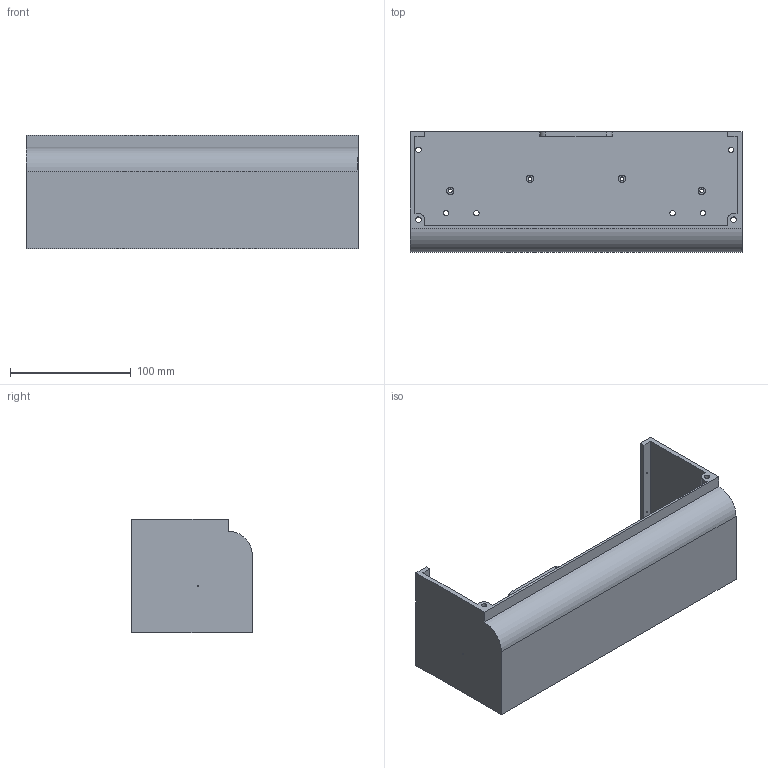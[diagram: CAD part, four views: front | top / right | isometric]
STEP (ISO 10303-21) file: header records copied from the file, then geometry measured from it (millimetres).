
FILE_DESCRIPTION(/* description */ (''),/* implementation_level */ '2;1');
FILE_NAME(/* name */ 'Compartment_Front.prt.step',/* time_stamp */ '2021-10-25T16:24:30+01:00',/* author */ (''),/* organization */ (''),/* preprocessor_version */ 'ST-DEVELOPER v15',/* originating_system */ 'SIEMENS PLM Software NX 9.0',/* authorisation */ '');
FILE_SCHEMA (('AUTOMOTIVE_DESIGN { 1 0 10303 214 3 1 1 1 }'));
Length unit declared in the file: millimetre
Products named in the file (1): Compartment_Front
Bounding box: 275 x 100 x 94 mm (x, y, z)
Volume: 654040.5 mm3; surface area: 148085.2 mm2
Topology: 2 solids, 2 shells, 59 faces, 162 edges, 111 vertices
Faces by surface type: cylinder 30, plane 29
Full cylindrical faces by diameter (mm): 1 x3, 1.2 x6, 3 x4, 4.5 x8, 6 x4
Entity records: 1815 total; most frequent: DIRECTION 308, CARTESIAN_POINT 290, ORIENTED_EDGE 256, EDGE_LOOP 130, EDGE_CURVE 128, AXIS2_PLACEMENT_3D 120, FACE_BOUND 112, VERTEX_POINT 102
